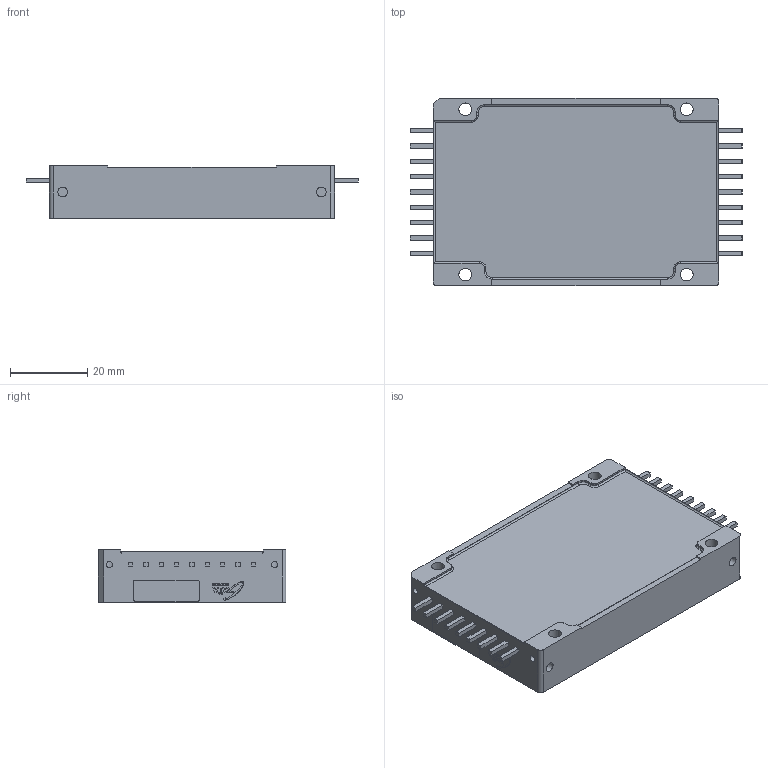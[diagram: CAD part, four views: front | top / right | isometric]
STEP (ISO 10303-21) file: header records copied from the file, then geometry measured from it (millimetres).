
FILE_DESCRIPTION(/* description */ ('Alibre Inc.'),/* implementation_level */ '2;1');
FILE_NAME(/* name */ 'export0',/* time_stamp */ '2011-08-10T10:42:51+02:00',/* author */ (''),/* organization */ (''),/* preprocessor_version */ 'ST-DEVELOPER v12',/* originating_system */ 'Alibre',/* authorisation */ '');
FILE_SCHEMA (('AUTOMOTIVE_DESIGN'));
Length unit declared in the file: centimetre
Bounding box: 85.71 x 48.5 x 13.5 mm (x, y, z)
Volume: 28122.5 mm3; surface area: 20395.2 mm2
Topology: 1 solids, 4 shells, 726 faces, 1924 edges, 1275 vertices
Faces by surface type: plane 616, cylinder 77, torus 16, bspline 13, cone 4
Full cylindrical faces by diameter (mm): 0.388 x1, 0.393 x1, 1.567 x4, 2.459 x4, 3.3 x4
Entity records: 21857 total; most frequent: CARTESIAN_POINT 4729, ORIENTED_EDGE 3812, DIRECTION 2726, EDGE_CURVE 1906, VECTOR 1661, LINE 1661, VERTEX_POINT 1271, EDGE_LOOP 825
